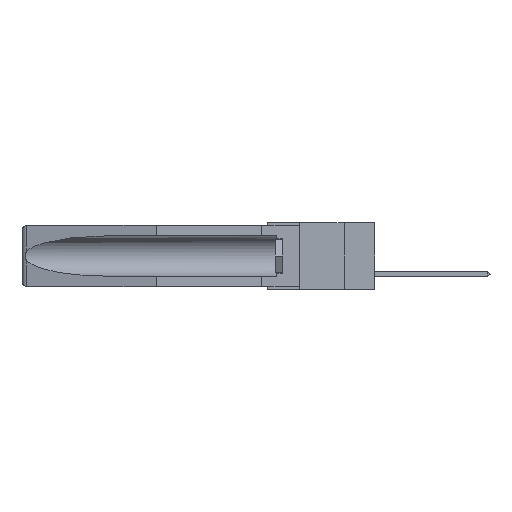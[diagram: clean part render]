
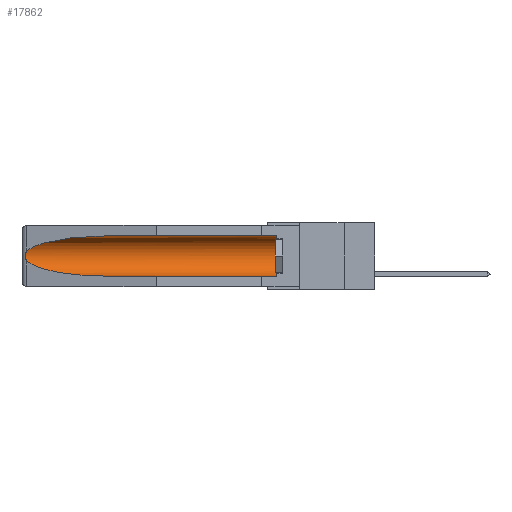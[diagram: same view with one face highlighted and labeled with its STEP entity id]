
A CAD part, left-side view. The second image highlights one B-rep face of the part: STEP entity #17862.
In plain terms, the highlighted cylindrical face has radius 2.857 mm (diameter 5.715 mm), a partial arc.
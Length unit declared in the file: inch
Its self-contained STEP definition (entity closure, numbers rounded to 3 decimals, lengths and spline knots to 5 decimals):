
#975 = VERTEX_POINT ( 'NONE', #18363 ) ;
#1440 = EDGE_CURVE ( 'NONE', #4050, #21998, #5555, .T. ) ;
#1718 = CARTESIAN_POINT ( 'NONE',  ( 0.155, 0.126, -0.1715 ) ) ;
#1745 = LINE ( 'NONE', #19756, #23877 ) ;
#1879 = VERTEX_POINT ( 'NONE', #24527 ) ;
#2208 = CARTESIAN_POINT ( 'NONE',  ( 0.155, 0.126, -0.059 ) ) ;
#2255 = ORIENTED_EDGE ( 'NONE', *, *, #1440, .T. ) ;
#2416 = CARTESIAN_POINT ( 'NONE',  ( 0.155, 0.126, -0.284 ) ) ;
#3582 = CARTESIAN_POINT ( 'NONE',  ( 0.26597, 1.52961, -0.15275 ) ) ;
#3713 = EDGE_CURVE ( 'NONE', #23747, #1879, #15407, .T. ) ;
#3756 = CARTESIAN_POINT ( 'NONE',  ( 0.26654, 1.53092, -0.15636 ) ) ;
#4050 = VERTEX_POINT ( 'NONE', #2416 ) ;
#4845 = CARTESIAN_POINT ( 'NONE',  ( 0.155, 1.07973, -0.284 ) ) ;
#5555 = CIRCLE ( 'NONE', #6445, 0.1125 ) ;
#5623 = CARTESIAN_POINT ( 'NONE',  ( 0.21114, 1.30732, -0.059 ) ) ;
#5627 = ORIENTED_EDGE ( 'NONE', *, *, #6116, .T. ) ;
#5684 = CARTESIAN_POINT ( 'NONE',  ( 0.26537, 1.52718, -0.14972 ) ) ;
#5765 = CARTESIAN_POINT ( 'NONE',  ( 0.26537, 1.52718, -0.19328 ) ) ;
#5959 = CARTESIAN_POINT ( 'NONE',  ( 0.26537, 1.52718, -0.19328 ) ) ;
#6116 = EDGE_CURVE ( 'NONE', #1879, #17404, #17296, .T. ) ;
#6445 = AXIS2_PLACEMENT_3D ( 'NONE', #1718, #23687, #25601 ) ;
#6475 = DIRECTION ( 'NONE',  ( 0., 0., 1. ) ) ;
#6711 = CARTESIAN_POINT ( 'NONE',  ( 0.25451, 1.48313, -0.09465 ) ) ;
#7246 = VECTOR ( 'NONE', #18856, 39.37008 ) ;
#7619 = CARTESIAN_POINT ( 'NONE',  ( 0.2673, 1.53269, -0.17917 ) ) ;
#8050 = CARTESIAN_POINT ( 'NONE',  ( 0.21114, 1.30732, -0.284 ) ) ;
#8134 = CARTESIAN_POINT ( 'NONE',  ( 0.155, 1.07973, -0.284 ) ) ;
#8609 = EDGE_CURVE ( 'NONE', #4050, #17404, #1745, .T. ) ;
#8733 = CARTESIAN_POINT ( 'NONE',  ( 0.26537, 1.52718, -0.14972 ) ) ;
#8960 = EDGE_CURVE ( 'NONE', #21998, #975, #19419, .T. ) ;
#9058 = ORIENTED_EDGE ( 'NONE', *, *, #8960, .T. ) ;
#9800 = CARTESIAN_POINT ( 'NONE',  ( 0.2673, 1.5327, -0.16383 ) ) ;
#11033 = CARTESIAN_POINT ( 'NONE',  ( 0.26537, 1.52718, -0.14972 ) ) ;
#12221 =( BOUNDED_CURVE ( )  B_SPLINE_CURVE ( 3, ( #25479, #5623, #6711, #8733 ),
 .UNSPECIFIED., .F., .F. ) 
 B_SPLINE_CURVE_WITH_KNOTS ( ( 4, 4 ),
 ( 4.71239, 6.08839 ),
 .UNSPECIFIED. ) 
 CURVE ( )  GEOMETRIC_REPRESENTATION_ITEM ( )  RATIONAL_B_SPLINE_CURVE ( ( 1., 0.848, 0.848, 1. ) ) 
 REPRESENTATION_ITEM ( '' )  );
#12944 = CARTESIAN_POINT ( 'NONE',  ( 0.155, -0.30754, -0.059 ) ) ;
#13055 = FACE_OUTER_BOUND ( 'NONE', #23931, .T. ) ;
#13239 = ORIENTED_EDGE ( 'NONE', *, *, #19540, .T. ) ;
#13602 = CARTESIAN_POINT ( 'NONE',  ( 0.26655, 1.53094, -0.18657 ) ) ;
#13912 = ORIENTED_EDGE ( 'NONE', *, *, #8609, .F. ) ;
#14059 = CARTESIAN_POINT ( 'NONE',  ( 0.25451, 1.48313, -0.24835 ) ) ;
#15344 = ORIENTED_EDGE ( 'NONE', *, *, #3713, .T. ) ;
#15407 = B_SPLINE_CURVE_WITH_KNOTS ( 'NONE', 3,
 ( #5684, #3582, #3756, #9800, #15508, #17671, #7619, #13602, #17501, #5765 ),
 .UNSPECIFIED., .F., .F.,
 ( 4, 2, 2, 2, 4 ),
 ( 0., 0.00029, 0.00058, 0.00087, 0.00117 ),
 .UNSPECIFIED. ) ;
#15508 = CARTESIAN_POINT ( 'NONE',  ( 0.2675, 1.53308, -0.16763 ) ) ;
#16478 = DIRECTION ( 'NONE',  ( 0., 1., 0. ) ) ;
#17296 =( BOUNDED_CURVE ( )  B_SPLINE_CURVE ( 3, ( #5959, #14059, #8050, #8134 ),
 .UNSPECIFIED., .F., .F. ) 
 B_SPLINE_CURVE_WITH_KNOTS ( ( 4, 4 ),
 ( 0.1948, 1.5708 ),
 .UNSPECIFIED. ) 
 CURVE ( )  GEOMETRIC_REPRESENTATION_ITEM ( )  RATIONAL_B_SPLINE_CURVE ( ( 1., 0.848, 0.848, 1. ) ) 
 REPRESENTATION_ITEM ( '' )  );
#17404 = VERTEX_POINT ( 'NONE', #4845 ) ;
#17485 = DIRECTION ( 'NONE',  ( 0., 1., 0. ) ) ;
#17501 = CARTESIAN_POINT ( 'NONE',  ( 0.26597, 1.5296, -0.19026 ) ) ;
#17671 = CARTESIAN_POINT ( 'NONE',  ( 0.2675, 1.53308, -0.17534 ) ) ;
#17862 = ADVANCED_FACE ( 'NONE', ( #13055 ), #25230, .F. ) ;
#18363 = CARTESIAN_POINT ( 'NONE',  ( 0.155, 1.07973, -0.059 ) ) ;
#18856 = DIRECTION ( 'NONE',  ( 0., 1., 0. ) ) ;
#19419 = LINE ( 'NONE', #12944, #7246 ) ;
#19540 = EDGE_CURVE ( 'NONE', #975, #23747, #12221, .T. ) ;
#19756 = CARTESIAN_POINT ( 'NONE',  ( 0.155, -0.30754, -0.284 ) ) ;
#21227 = AXIS2_PLACEMENT_3D ( 'NONE', #24425, #16478, #6475 ) ;
#21998 = VERTEX_POINT ( 'NONE', #2208 ) ;
#23687 = DIRECTION ( 'NONE',  ( 0., -1., 0. ) ) ;
#23747 = VERTEX_POINT ( 'NONE', #11033 ) ;
#23877 = VECTOR ( 'NONE', #17485, 39.37008 ) ;
#23931 = EDGE_LOOP ( 'NONE', ( #13239, #15344, #5627, #13912, #2255, #9058 ) ) ;
#24425 = CARTESIAN_POINT ( 'NONE',  ( 0.155, -0.30754, -0.1715 ) ) ;
#24527 = CARTESIAN_POINT ( 'NONE',  ( 0.26537, 1.52718, -0.19328 ) ) ;
#25230 = CYLINDRICAL_SURFACE ( 'NONE', #21227, 0.1125 ) ;
#25479 = CARTESIAN_POINT ( 'NONE',  ( 0.155, 1.07973, -0.059 ) ) ;
#25601 = DIRECTION ( 'NONE',  ( 0., 0., 1. ) ) ;
